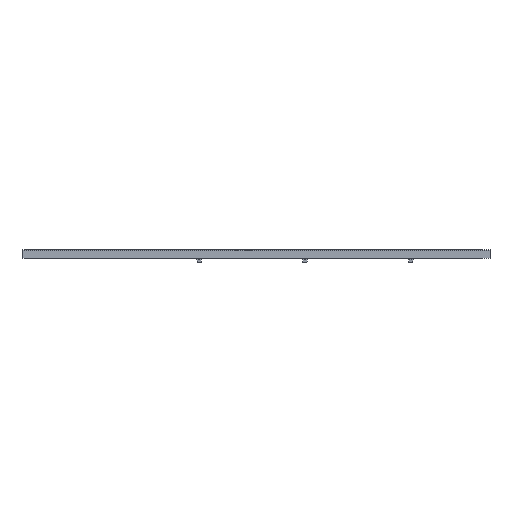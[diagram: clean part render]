
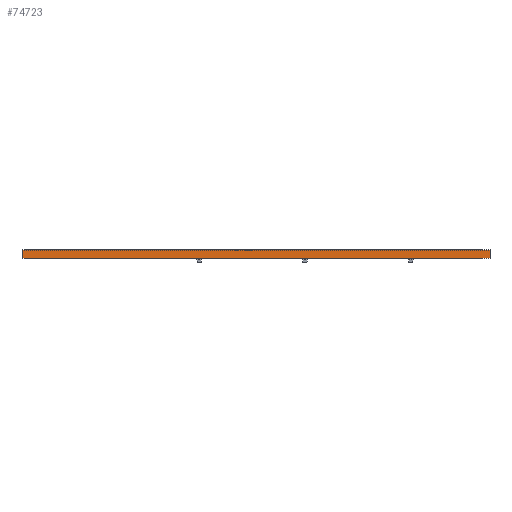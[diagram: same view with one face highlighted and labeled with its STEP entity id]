
A CAD part, front view. The second image highlights one B-rep face of the part: STEP entity #74723.
In plain terms, the highlighted planar face has unit normal (0, -1, 0).
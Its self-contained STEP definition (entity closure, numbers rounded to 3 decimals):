
#74723 = ADVANCED_FACE('',(#74724),#74758,.T.);
#74724 = FACE_BOUND('',#74725,.T.);
#74725 = EDGE_LOOP('',(#74726,#74736,#74744,#74752));
#74726 = ORIENTED_EDGE('',*,*,#74727,.T.);
#74727 = EDGE_CURVE('',#74728,#74730,#74732,.T.);
#74728 = VERTEX_POINT('',#74729);
#74729 = CARTESIAN_POINT('',(126.18,-139.87,0.));
#74730 = VERTEX_POINT('',#74731);
#74731 = CARTESIAN_POINT('',(126.18,-139.87,1.51));
#74732 = LINE('',#74733,#74734);
#74733 = CARTESIAN_POINT('',(126.18,-139.87,0.));
#74734 = VECTOR('',#74735,1.);
#74735 = DIRECTION('',(0.,0.,1.));
#74736 = ORIENTED_EDGE('',*,*,#74737,.T.);
#74737 = EDGE_CURVE('',#74730,#74738,#74740,.T.);
#74738 = VERTEX_POINT('',#74739);
#74739 = CARTESIAN_POINT('',(41.93,-139.87,1.51));
#74740 = LINE('',#74741,#74742);
#74741 = CARTESIAN_POINT('',(126.18,-139.87,1.51));
#74742 = VECTOR('',#74743,1.);
#74743 = DIRECTION('',(-1.,0.,0.));
#74744 = ORIENTED_EDGE('',*,*,#74745,.F.);
#74745 = EDGE_CURVE('',#74746,#74738,#74748,.T.);
#74746 = VERTEX_POINT('',#74747);
#74747 = CARTESIAN_POINT('',(41.93,-139.87,0.));
#74748 = LINE('',#74749,#74750);
#74749 = CARTESIAN_POINT('',(41.93,-139.87,0.));
#74750 = VECTOR('',#74751,1.);
#74751 = DIRECTION('',(0.,0.,1.));
#74752 = ORIENTED_EDGE('',*,*,#74753,.F.);
#74753 = EDGE_CURVE('',#74728,#74746,#74754,.T.);
#74754 = LINE('',#74755,#74756);
#74755 = CARTESIAN_POINT('',(126.18,-139.87,0.));
#74756 = VECTOR('',#74757,1.);
#74757 = DIRECTION('',(-1.,0.,0.));
#74758 = PLANE('',#74759);
#74759 = AXIS2_PLACEMENT_3D('',#74760,#74761,#74762);
#74760 = CARTESIAN_POINT('',(126.18,-139.87,0.));
#74761 = DIRECTION('',(0.,-1.,0.));
#74762 = DIRECTION('',(-1.,0.,0.));
